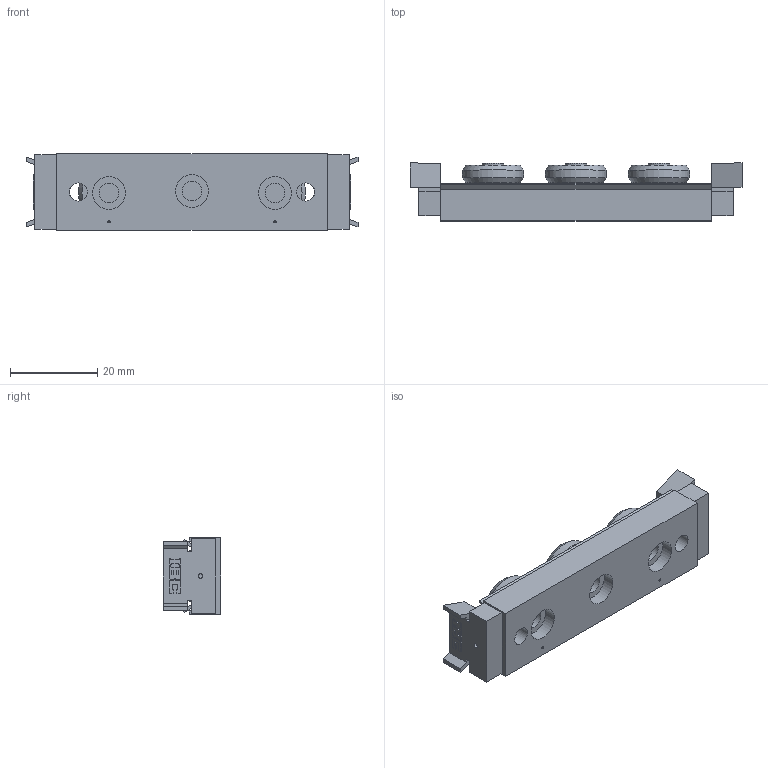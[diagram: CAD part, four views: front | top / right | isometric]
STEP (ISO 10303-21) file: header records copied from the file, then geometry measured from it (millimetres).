
FILE_DESCRIPTION((''),'2;1');
FILE_NAME('D-CN 18-21-2RS.AUS.stp','2021-04-07T14:10:00',('USpaeth'),(''),'Autodesk Inventor 2012','Autodesk Inventor 2012','');
FILE_SCHEMA(('AUTOMOTIVE_DESIGN { 1 0 10303 214 1 1 1 1 }'));
Length unit declared in the file: millimetre
Products named in the file (5): D-CN 18-21-2RS.AUS; LL.CN 18-21; Dummy 14-18 ; D-ABS U18; Abstreiferlippe-62mm
Assembly tree (8 placements, depth 2):
  D-CN 18-21-2RS.AUS
    LL.CN 18-21
    Dummy 14-18   x3
    D-ABS U18  x2
    Abstreiferlippe-62mm  x2
Bounding box: 76 x 13.25 x 17.6 mm (x, y, z)
Volume: 10689.6 mm3; surface area: 10649.1 mm2
Topology: 8 solids, 8 shells, 248 faces, 616 edges, 408 vertices
Faces by surface type: plane 171, cylinder 66, cone 8, bspline 3
Full cylindrical faces by diameter (mm): 0.5 x2, 1 x2, 2.459 x2, 4.134 x2, 4.5 x3, 5 x3, 6 x6, 7.5 x3, 9 x3
Entity records: 4218 total; most frequent: CARTESIAN_POINT 777, DIRECTION 689, ORIENTED_EDGE 626, EDGE_CURVE 313, VECTOR 231, LINE 231, AXIS2_PLACEMENT_3D 229, VERTEX_POINT 222
